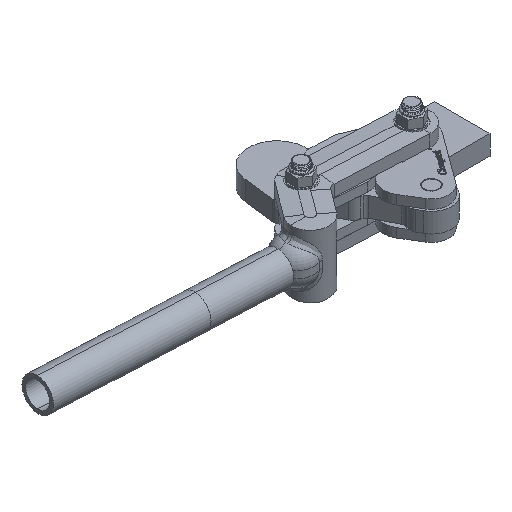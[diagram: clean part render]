
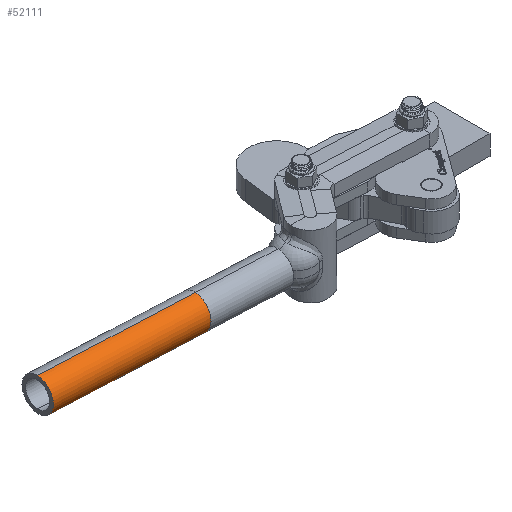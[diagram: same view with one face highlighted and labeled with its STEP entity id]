
A CAD part, isometric view. The second image highlights one B-rep face of the part: STEP entity #52111.
In plain terms, the highlighted cylindrical face has radius 10.85 mm (diameter 21.7 mm), a partial arc.
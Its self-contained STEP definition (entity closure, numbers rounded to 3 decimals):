
#281 = CARTESIAN_POINT ( 'NONE',  ( 258.64, -23.5, 10.25 ) ) ;
#286 = ORIENTED_EDGE ( 'NONE', *, *, #23531, .T. ) ;
#1126 = DIRECTION ( 'NONE',  ( 0., 0., -1. ) ) ;
#1632 = VERTEX_POINT ( 'NONE', #47915 ) ;
#2052 = EDGE_CURVE ( 'NONE', #1632, #21200, #8875, .T. ) ;
#3897 = EDGE_LOOP ( 'NONE', ( #15337, #14504, #286, #29501 ) ) ;
#4382 = CARTESIAN_POINT ( 'NONE',  ( 158.64, -23.5, 10.25 ) ) ;
#7547 = CARTESIAN_POINT ( 'NONE',  ( 258.64, -23.5, 31.95 ) ) ;
#8875 = CIRCLE ( 'NONE', #27433, 10.85 ) ;
#13722 = DIRECTION ( 'NONE',  ( 1., 0., 0. ) ) ;
#14504 = ORIENTED_EDGE ( 'NONE', *, *, #51555, .F. ) ;
#15337 = ORIENTED_EDGE ( 'NONE', *, *, #21265, .F. ) ;
#21200 = VERTEX_POINT ( 'NONE', #4382 ) ;
#21265 = EDGE_CURVE ( 'NONE', #53674, #21200, #54726, .T. ) ;
#22562 = CIRCLE ( 'NONE', #41069, 10.85 ) ;
#23012 = DIRECTION ( 'NONE',  ( 0., 0., 1. ) ) ;
#23531 = EDGE_CURVE ( 'NONE', #58574, #1632, #27513, .T. ) ;
#26162 = AXIS2_PLACEMENT_3D ( 'NONE', #32456, #46595, #23012 ) ;
#27433 = AXIS2_PLACEMENT_3D ( 'NONE', #57191, #29149, #1126 ) ;
#27513 = LINE ( 'NONE', #7547, #38518 ) ;
#29149 = DIRECTION ( 'NONE',  ( 1., 0., 0. ) ) ;
#29501 = ORIENTED_EDGE ( 'NONE', *, *, #2052, .T. ) ;
#31653 = CARTESIAN_POINT ( 'NONE',  ( 258.64, -23.5, 10.25 ) ) ;
#32456 = CARTESIAN_POINT ( 'NONE',  ( 258.64, -23.5, 21.1 ) ) ;
#33501 = CYLINDRICAL_SURFACE ( 'NONE', #26162, 10.85 ) ;
#34990 = FACE_OUTER_BOUND ( 'NONE', #3897, .T. ) ;
#38518 = VECTOR ( 'NONE', #49753, 1000. ) ;
#41069 = AXIS2_PLACEMENT_3D ( 'NONE', #41798, #13722, #46509 ) ;
#41798 = CARTESIAN_POINT ( 'NONE',  ( 258.64, -23.5, 21.1 ) ) ;
#41944 = CARTESIAN_POINT ( 'NONE',  ( 258.64, -23.5, 31.95 ) ) ;
#42275 = VECTOR ( 'NONE', #51874, 1000. ) ;
#46509 = DIRECTION ( 'NONE',  ( 0., 0., -1. ) ) ;
#46595 = DIRECTION ( 'NONE',  ( -1., 0., 0. ) ) ;
#47915 = CARTESIAN_POINT ( 'NONE',  ( 158.64, -23.5, 31.95 ) ) ;
#49753 = DIRECTION ( 'NONE',  ( -1., 0., 0. ) ) ;
#51555 = EDGE_CURVE ( 'NONE', #58574, #53674, #22562, .T. ) ;
#51874 = DIRECTION ( 'NONE',  ( -1., 0., 0. ) ) ;
#52111 = ADVANCED_FACE ( 'NONE', ( #34990 ), #33501, .T. ) ;
#53674 = VERTEX_POINT ( 'NONE', #31653 ) ;
#54726 = LINE ( 'NONE', #281, #42275 ) ;
#57191 = CARTESIAN_POINT ( 'NONE',  ( 158.64, -23.5, 21.1 ) ) ;
#58574 = VERTEX_POINT ( 'NONE', #41944 ) ;
